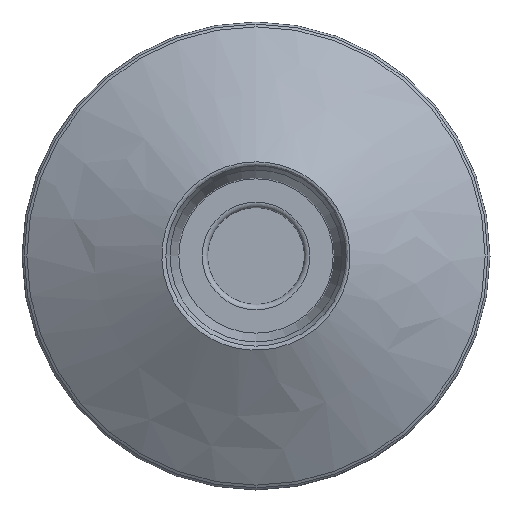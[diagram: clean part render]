
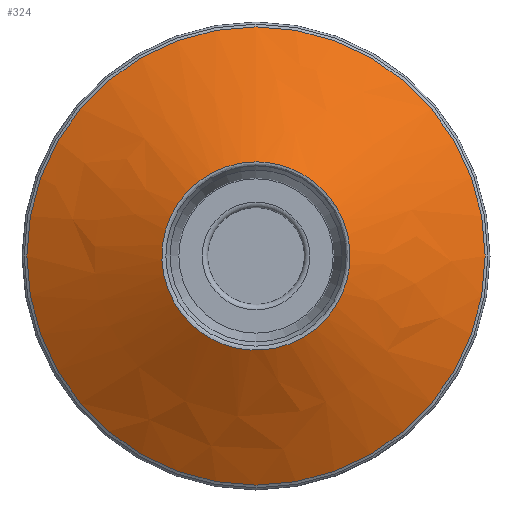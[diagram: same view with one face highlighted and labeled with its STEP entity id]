
A CAD part, left-side view. The second image highlights one B-rep face of the part: STEP entity #324.
In plain terms, the highlighted face is a revolution surface.
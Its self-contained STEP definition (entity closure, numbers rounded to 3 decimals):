
#24=SURFACE_OF_REVOLUTION('',#54,#39);
#39=AXIS1_PLACEMENT('',#858,#731);
#54=B_SPLINE_CURVE_WITH_KNOTS('',3,(#851,#852,#853,#854,#855,#856,#857),
 .UNSPECIFIED.,.F.,.F.,(4,1,1,1,4),(0.,0.25,0.5,0.75,1.),.UNSPECIFIED.);
#69=(
BOUNDED_CURVE()
B_SPLINE_CURVE(3,(#843,#844,#845,#846,#847,#848,#849),.UNSPECIFIED.,.T.,
 .F.)
B_SPLINE_CURVE_WITH_KNOTS((1,3,3,3,1),(-0.5,0.,0.5,1.,1.5),
 .UNSPECIFIED.)
CURVE()
GEOMETRIC_REPRESENTATION_ITEM()
RATIONAL_B_SPLINE_CURVE((1.,0.333,0.333,1.,0.333,
0.333,1.))
REPRESENTATION_ITEM('')
);
#268=FACE_BOUND('',#382,.T.);
#269=FACE_BOUND('',#383,.T.);
#324=ADVANCED_FACE('',(#268,#269),#24,.T.);
#382=EDGE_LOOP('',(#454));
#383=EDGE_LOOP('',(#455));
#454=ORIENTED_EDGE('',*,*,#545,.T.);
#455=ORIENTED_EDGE('',*,*,#546,.F.);
#509=VERTEX_POINT('',#842);
#510=VERTEX_POINT('',#850);
#545=EDGE_CURVE('',#509,#509,#581,.T.);
#546=EDGE_CURVE('',#510,#510,#69,.T.);
#581=CIRCLE('',#635,42.599);
#635=AXIS2_PLACEMENT_3D('',#841,#729,#730);
#729=DIRECTION('',(-1.,0.,0.));
#730=DIRECTION('',(0.,0.,1.));
#731=DIRECTION('',(-1.,0.,0.));
#841=CARTESIAN_POINT('',(14.891,0.,0.));
#842=CARTESIAN_POINT('',(14.891,0.,42.599));
#843=CARTESIAN_POINT('',(0.62,0.,17.5));
#844=CARTESIAN_POINT('',(0.62,35.,17.5));
#845=CARTESIAN_POINT('',(0.62,35.,-17.5));
#846=CARTESIAN_POINT('',(0.62,0.,-17.5));
#847=CARTESIAN_POINT('',(0.62,-35.,-17.5));
#848=CARTESIAN_POINT('',(0.62,-35.,17.5));
#849=CARTESIAN_POINT('',(0.62,0.,17.5));
#850=CARTESIAN_POINT('',(0.622,0.,17.499));
#851=CARTESIAN_POINT('',(14.891,0.,42.599));
#852=CARTESIAN_POINT('',(13.655,0.,40.414));
#853=CARTESIAN_POINT('',(11.183,0.,36.045));
#854=CARTESIAN_POINT('',(7.47,0.,29.495));
#855=CARTESIAN_POINT('',(3.749,0.,22.95));
#856=CARTESIAN_POINT('',(1.256,0.,18.593));
#857=CARTESIAN_POINT('',(0.002,0.,16.419));
#858=CARTESIAN_POINT('',(0.,0.,0.));
